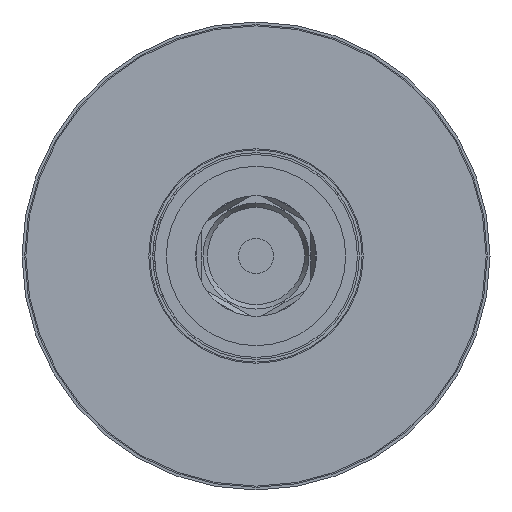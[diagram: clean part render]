
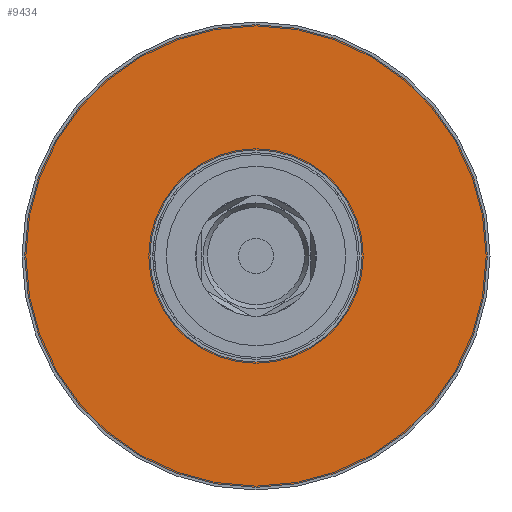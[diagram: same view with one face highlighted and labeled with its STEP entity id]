
A CAD part, left-side view. The second image highlights one B-rep face of the part: STEP entity #9434.
In plain terms, the highlighted planar face has unit normal (-1, 0, 0).
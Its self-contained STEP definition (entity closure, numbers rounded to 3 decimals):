
#748 = DIRECTION ( 'NONE',  ( -1., 0., 0. ) ) ;
#1159 = CARTESIAN_POINT ( 'NONE',  ( 29.8, 0., 0. ) ) ;
#1285 = ORIENTED_EDGE ( 'NONE', *, *, #6389, .F. ) ;
#1588 = CARTESIAN_POINT ( 'NONE',  ( 29.8, 0., -29.65 ) ) ;
#1907 = PLANE ( 'NONE',  #10734 ) ;
#2004 = DIRECTION ( 'NONE',  ( -1., 0., 0. ) ) ;
#2355 = CIRCLE ( 'NONE', #5107, 29.65 ) ;
#2754 = DIRECTION ( 'NONE',  ( -1., 0., 0. ) ) ;
#2766 = EDGE_LOOP ( 'NONE', ( #1285 ) ) ;
#3404 = DIRECTION ( 'NONE',  ( 0., 0., -1. ) ) ;
#3500 = DIRECTION ( 'NONE',  ( 0., 0., -1. ) ) ;
#4268 = VERTEX_POINT ( 'NONE', #1588 ) ;
#5107 = AXIS2_PLACEMENT_3D ( 'NONE', #11161, #748, #3404 ) ;
#5417 = ORIENTED_EDGE ( 'NONE', *, *, #8998, .T. ) ;
#6290 = CARTESIAN_POINT ( 'NONE',  ( 29.8, -13.6, 0. ) ) ;
#6348 = FACE_BOUND ( 'NONE', #2766, .T. ) ;
#6389 = EDGE_CURVE ( 'NONE', #6928, #6928, #7465, .T. ) ;
#6713 = CARTESIAN_POINT ( 'NONE',  ( 29.8, 0., -13.6 ) ) ;
#6928 = VERTEX_POINT ( 'NONE', #6713 ) ;
#7117 = EDGE_LOOP ( 'NONE', ( #5417 ) ) ;
#7363 = DIRECTION ( 'NONE',  ( 0., 0., -1. ) ) ;
#7465 = CIRCLE ( 'NONE', #8186, 13.6 ) ;
#7996 = FACE_OUTER_BOUND ( 'NONE', #7117, .T. ) ;
#8186 = AXIS2_PLACEMENT_3D ( 'NONE', #1159, #2004, #7363 ) ;
#8998 = EDGE_CURVE ( 'NONE', #4268, #4268, #2355, .T. ) ;
#9434 = ADVANCED_FACE ( 'NONE', ( #7996, #6348 ), #1907, .T. ) ;
#10734 = AXIS2_PLACEMENT_3D ( 'NONE', #6290, #2754, #3500 ) ;
#11161 = CARTESIAN_POINT ( 'NONE',  ( 29.8, 0., 0. ) ) ;
